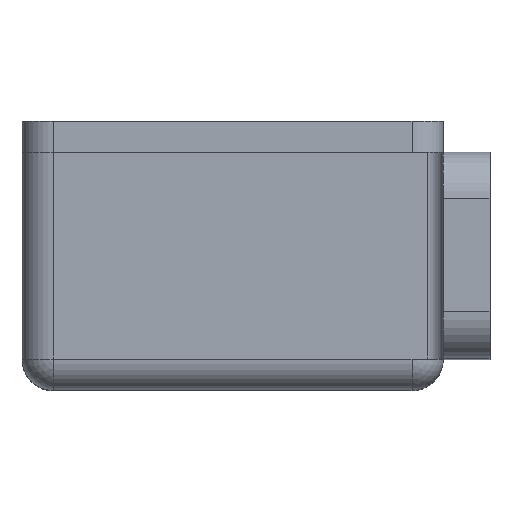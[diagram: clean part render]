
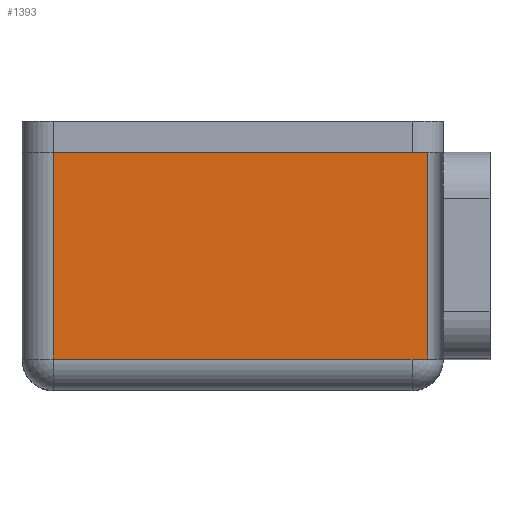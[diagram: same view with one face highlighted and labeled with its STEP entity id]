
A CAD part, top view. The second image highlights one B-rep face of the part: STEP entity #1393.
In plain terms, the highlighted planar face has unit normal (0, 0, 1).
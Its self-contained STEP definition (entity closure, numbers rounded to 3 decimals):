
#38=PLANE('',#1488);
#87=FACE_OUTER_BOUND('',#163,.T.);
#163=EDGE_LOOP('',(#964,#965,#966,#967,#968));
#258=LINE('',#2055,#408);
#260=LINE('',#2061,#410);
#261=LINE('',#2063,#411);
#262=LINE('',#2065,#412);
#263=LINE('',#2066,#413);
#408=VECTOR('',#1634,10.);
#410=VECTOR('',#1640,10.);
#411=VECTOR('',#1641,10.);
#412=VECTOR('',#1642,10.);
#413=VECTOR('',#1643,10.);
#617=VERTEX_POINT('',#2052);
#618=VERTEX_POINT('',#2054);
#620=VERTEX_POINT('',#2060);
#621=VERTEX_POINT('',#2062);
#622=VERTEX_POINT('',#2064);
#753=EDGE_CURVE('',#617,#618,#258,.T.);
#756=EDGE_CURVE('',#617,#620,#260,.T.);
#757=EDGE_CURVE('',#621,#620,#261,.T.);
#758=EDGE_CURVE('',#622,#621,#262,.T.);
#759=EDGE_CURVE('',#618,#622,#263,.T.);
#964=ORIENTED_EDGE('',*,*,#753,.F.);
#965=ORIENTED_EDGE('',*,*,#756,.T.);
#966=ORIENTED_EDGE('',*,*,#757,.F.);
#967=ORIENTED_EDGE('',*,*,#758,.F.);
#968=ORIENTED_EDGE('',*,*,#759,.F.);
#1393=ADVANCED_FACE('',(#87),#38,.T.);
#1488=AXIS2_PLACEMENT_3D('',#2059,#1638,#1639);
#1634=DIRECTION('',(0.,-1.,0.));
#1638=DIRECTION('center_axis',(0.,0.,1.));
#1639=DIRECTION('ref_axis',(-1.,0.,0.));
#1640=DIRECTION('',(-1.,0.,0.));
#1641=DIRECTION('',(0.,1.,0.));
#1642=DIRECTION('',(-1.,0.,0.));
#1643=DIRECTION('',(-1.,0.,0.));
#2052=CARTESIAN_POINT('',(12.5,0.,13.5));
#2054=CARTESIAN_POINT('',(12.5,-13.25,13.5));
#2055=CARTESIAN_POINT('',(12.5,-3.313,13.5));
#2059=CARTESIAN_POINT('Origin',(13.5,0.,13.5));
#2060=CARTESIAN_POINT('',(-11.5,0.,13.5));
#2061=CARTESIAN_POINT('',(13.5,0.,13.5));
#2062=CARTESIAN_POINT('',(-11.5,-13.25,13.5));
#2063=CARTESIAN_POINT('',(-11.5,0.,13.5));
#2064=CARTESIAN_POINT('',(11.5,-13.25,13.5));
#2065=CARTESIAN_POINT('',(6.75,-13.25,13.5));
#2066=CARTESIAN_POINT('',(11.5,-13.25,13.5));
